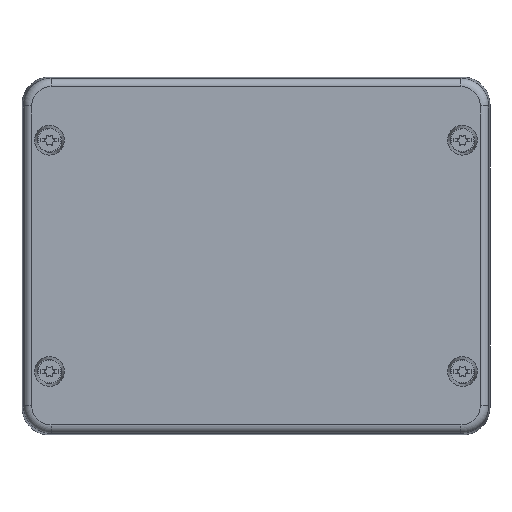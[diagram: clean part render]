
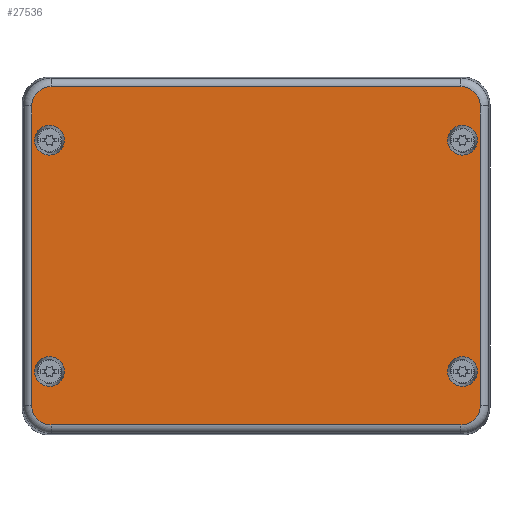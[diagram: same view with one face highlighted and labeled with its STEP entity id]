
A CAD part, top view. The second image highlights one B-rep face of the part: STEP entity #27536.
In plain terms, the highlighted planar face has unit normal (0, 0, 1).
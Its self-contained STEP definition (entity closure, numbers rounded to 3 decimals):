
#27312=AXIS2_PLACEMENT_3D('Circle Axis2P3D',#27310,#27311,$) ;
#27344=AXIS2_PLACEMENT_3D('Circle Axis2P3D',#27342,#27343,$) ;
#27410=AXIS2_PLACEMENT_3D('Plane Axis2P3D',#27407,#27408,#27409) ;
#27423=AXIS2_PLACEMENT_3D('Circle Axis2P3D',#27421,#27422,$) ;
#27437=AXIS2_PLACEMENT_3D('Circle Axis2P3D',#27435,#27436,$) ;
#27451=AXIS2_PLACEMENT_3D('Circle Axis2P3D',#27449,#27450,$) ;
#27465=AXIS2_PLACEMENT_3D('Circle Axis2P3D',#27463,#27464,$) ;
#27484=AXIS2_PLACEMENT_3D('Circle Axis2P3D',#27482,#27483,$) ;
#27493=AXIS2_PLACEMENT_3D('Circle Axis2P3D',#27491,#27492,$) ;
#27502=AXIS2_PLACEMENT_3D('Circle Axis2P3D',#27500,#27501,$) ;
#27511=AXIS2_PLACEMENT_3D('Circle Axis2P3D',#27509,#27510,$) ;
#27520=AXIS2_PLACEMENT_3D('Circle Axis2P3D',#27518,#27519,$) ;
#27529=AXIS2_PLACEMENT_3D('Circle Axis2P3D',#27527,#27528,$) ;
#27310=CARTESIAN_POINT('Axis2P3D Location',(160.,23.,90.)) ;
#27314=CARTESIAN_POINT('Vertex',(157.403,18.246,90.)) ;
#27316=CARTESIAN_POINT('Vertex',(162.597,27.754,90.)) ;
#27342=CARTESIAN_POINT('Axis2P3D Location',(160.,23.,90.)) ;
#27407=CARTESIAN_POINT('Axis2P3D Location',(85.,65.,90.)) ;
#27412=CARTESIAN_POINT('Line Origine',(3.55,65.,90.)) ;
#27416=CARTESIAN_POINT('Vertex',(3.55,119.432,90.)) ;
#27418=CARTESIAN_POINT('Vertex',(3.55,10.567,90.)) ;
#27421=CARTESIAN_POINT('Axis2P3D Location',(10.567,10.567,90.)) ;
#27425=CARTESIAN_POINT('Vertex',(10.567,3.55,90.)) ;
#27428=CARTESIAN_POINT('Line Origine',(85.,3.55,90.)) ;
#27432=CARTESIAN_POINT('Vertex',(159.432,3.55,90.)) ;
#27435=CARTESIAN_POINT('Axis2P3D Location',(159.432,10.567,90.)) ;
#27439=CARTESIAN_POINT('Vertex',(166.449,10.567,90.)) ;
#27442=CARTESIAN_POINT('Line Origine',(166.449,65.,90.)) ;
#27446=CARTESIAN_POINT('Vertex',(166.449,119.432,90.)) ;
#27449=CARTESIAN_POINT('Axis2P3D Location',(159.432,119.432,90.)) ;
#27453=CARTESIAN_POINT('Vertex',(159.432,126.449,90.)) ;
#27456=CARTESIAN_POINT('Line Origine',(85.,126.449,90.)) ;
#27460=CARTESIAN_POINT('Vertex',(10.567,126.449,90.)) ;
#27463=CARTESIAN_POINT('Axis2P3D Location',(10.567,119.432,90.)) ;
#27482=CARTESIAN_POINT('Axis2P3D Location',(160.,107.,90.)) ;
#27486=CARTESIAN_POINT('Vertex',(162.597,111.754,90.)) ;
#27488=CARTESIAN_POINT('Vertex',(157.403,102.246,90.)) ;
#27491=CARTESIAN_POINT('Axis2P3D Location',(160.,107.,90.)) ;
#27500=CARTESIAN_POINT('Axis2P3D Location',(10.,23.,90.)) ;
#27504=CARTESIAN_POINT('Vertex',(12.597,27.754,90.)) ;
#27506=CARTESIAN_POINT('Vertex',(7.403,18.246,90.)) ;
#27509=CARTESIAN_POINT('Axis2P3D Location',(10.,23.,90.)) ;
#27518=CARTESIAN_POINT('Axis2P3D Location',(10.,107.,90.)) ;
#27522=CARTESIAN_POINT('Vertex',(7.403,102.246,90.)) ;
#27524=CARTESIAN_POINT('Vertex',(12.597,111.754,90.)) ;
#27527=CARTESIAN_POINT('Axis2P3D Location',(10.,107.,90.)) ;
#27311=DIRECTION('Axis2P3D Direction',(0.,0.,1.)) ;
#27343=DIRECTION('Axis2P3D Direction',(0.,0.,1.)) ;
#27408=DIRECTION('Axis2P3D Direction',(0.,0.,1.)) ;
#27409=DIRECTION('Axis2P3D XDirection',(0.,-1.,0.)) ;
#27413=DIRECTION('Vector Direction',(0.,-1.,0.)) ;
#27422=DIRECTION('Axis2P3D Direction',(0.,0.,1.)) ;
#27429=DIRECTION('Vector Direction',(1.,0.,0.)) ;
#27436=DIRECTION('Axis2P3D Direction',(0.,0.,1.)) ;
#27443=DIRECTION('Vector Direction',(0.,1.,0.)) ;
#27450=DIRECTION('Axis2P3D Direction',(0.,0.,1.)) ;
#27457=DIRECTION('Vector Direction',(-1.,0.,0.)) ;
#27464=DIRECTION('Axis2P3D Direction',(0.,0.,1.)) ;
#27483=DIRECTION('Axis2P3D Direction',(0.,0.,1.)) ;
#27492=DIRECTION('Axis2P3D Direction',(0.,0.,1.)) ;
#27501=DIRECTION('Axis2P3D Direction',(0.,0.,1.)) ;
#27510=DIRECTION('Axis2P3D Direction',(0.,0.,1.)) ;
#27519=DIRECTION('Axis2P3D Direction',(0.,0.,1.)) ;
#27528=DIRECTION('Axis2P3D Direction',(0.,0.,1.)) ;
#27414=VECTOR('Line Direction',#27413,1.) ;
#27430=VECTOR('Line Direction',#27429,1.) ;
#27444=VECTOR('Line Direction',#27443,1.) ;
#27458=VECTOR('Line Direction',#27457,1.) ;
#27469=ORIENTED_EDGE('',*,*,#27420,.T.) ;
#27470=ORIENTED_EDGE('',*,*,#27427,.T.) ;
#27471=ORIENTED_EDGE('',*,*,#27434,.T.) ;
#27472=ORIENTED_EDGE('',*,*,#27441,.T.) ;
#27473=ORIENTED_EDGE('',*,*,#27448,.T.) ;
#27474=ORIENTED_EDGE('',*,*,#27455,.T.) ;
#27475=ORIENTED_EDGE('',*,*,#27462,.T.) ;
#27476=ORIENTED_EDGE('',*,*,#27467,.T.) ;
#27479=ORIENTED_EDGE('',*,*,#27346,.T.) ;
#27480=ORIENTED_EDGE('',*,*,#27318,.T.) ;
#27497=ORIENTED_EDGE('',*,*,#27490,.T.) ;
#27498=ORIENTED_EDGE('',*,*,#27495,.T.) ;
#27515=ORIENTED_EDGE('',*,*,#27508,.T.) ;
#27516=ORIENTED_EDGE('',*,*,#27513,.T.) ;
#27533=ORIENTED_EDGE('',*,*,#27526,.T.) ;
#27534=ORIENTED_EDGE('',*,*,#27531,.T.) ;
#27481=FACE_BOUND('',#27478,.T.) ;
#27499=FACE_BOUND('',#27496,.T.) ;
#27517=FACE_BOUND('',#27514,.T.) ;
#27535=FACE_BOUND('',#27532,.T.) ;
#27536=ADVANCED_FACE('Cover',(#27477,#27481,#27499,#27517,#27535),#27411,.T.) ;
#27313=CIRCLE('generated circle',#27312,5.417) ;
#27345=CIRCLE('generated circle',#27344,5.417) ;
#27424=CIRCLE('generated circle',#27423,7.017) ;
#27438=CIRCLE('generated circle',#27437,7.017) ;
#27452=CIRCLE('generated circle',#27451,7.017) ;
#27466=CIRCLE('generated circle',#27465,7.017) ;
#27485=CIRCLE('generated circle',#27484,5.417) ;
#27494=CIRCLE('generated circle',#27493,5.417) ;
#27503=CIRCLE('generated circle',#27502,5.417) ;
#27512=CIRCLE('generated circle',#27511,5.417) ;
#27521=CIRCLE('generated circle',#27520,5.417) ;
#27530=CIRCLE('generated circle',#27529,5.417) ;
#27318=EDGE_CURVE('',#27315,#27317,#27313,.F.) ;
#27346=EDGE_CURVE('',#27317,#27315,#27345,.F.) ;
#27420=EDGE_CURVE('',#27417,#27419,#27415,.T.) ;
#27427=EDGE_CURVE('',#27419,#27426,#27424,.T.) ;
#27434=EDGE_CURVE('',#27426,#27433,#27431,.T.) ;
#27441=EDGE_CURVE('',#27433,#27440,#27438,.T.) ;
#27448=EDGE_CURVE('',#27440,#27447,#27445,.T.) ;
#27455=EDGE_CURVE('',#27447,#27454,#27452,.T.) ;
#27462=EDGE_CURVE('',#27454,#27461,#27459,.T.) ;
#27467=EDGE_CURVE('',#27461,#27417,#27466,.T.) ;
#27490=EDGE_CURVE('',#27487,#27489,#27485,.F.) ;
#27495=EDGE_CURVE('',#27489,#27487,#27494,.F.) ;
#27508=EDGE_CURVE('',#27505,#27507,#27503,.F.) ;
#27513=EDGE_CURVE('',#27507,#27505,#27512,.F.) ;
#27526=EDGE_CURVE('',#27523,#27525,#27521,.F.) ;
#27531=EDGE_CURVE('',#27525,#27523,#27530,.F.) ;
#27468=EDGE_LOOP('',(#27469,#27470,#27471,#27472,#27473,#27474,#27475,#27476)) ;
#27478=EDGE_LOOP('',(#27479,#27480)) ;
#27496=EDGE_LOOP('',(#27497,#27498)) ;
#27514=EDGE_LOOP('',(#27515,#27516)) ;
#27532=EDGE_LOOP('',(#27533,#27534)) ;
#27477=FACE_OUTER_BOUND('',#27468,.T.) ;
#27415=LINE('Line',#27412,#27414) ;
#27431=LINE('Line',#27428,#27430) ;
#27445=LINE('Line',#27442,#27444) ;
#27459=LINE('Line',#27456,#27458) ;
#27411=PLANE('',#27410) ;
#27315=VERTEX_POINT('',#27314) ;
#27317=VERTEX_POINT('',#27316) ;
#27417=VERTEX_POINT('',#27416) ;
#27419=VERTEX_POINT('',#27418) ;
#27426=VERTEX_POINT('',#27425) ;
#27433=VERTEX_POINT('',#27432) ;
#27440=VERTEX_POINT('',#27439) ;
#27447=VERTEX_POINT('',#27446) ;
#27454=VERTEX_POINT('',#27453) ;
#27461=VERTEX_POINT('',#27460) ;
#27487=VERTEX_POINT('',#27486) ;
#27489=VERTEX_POINT('',#27488) ;
#27505=VERTEX_POINT('',#27504) ;
#27507=VERTEX_POINT('',#27506) ;
#27523=VERTEX_POINT('',#27522) ;
#27525=VERTEX_POINT('',#27524) ;
